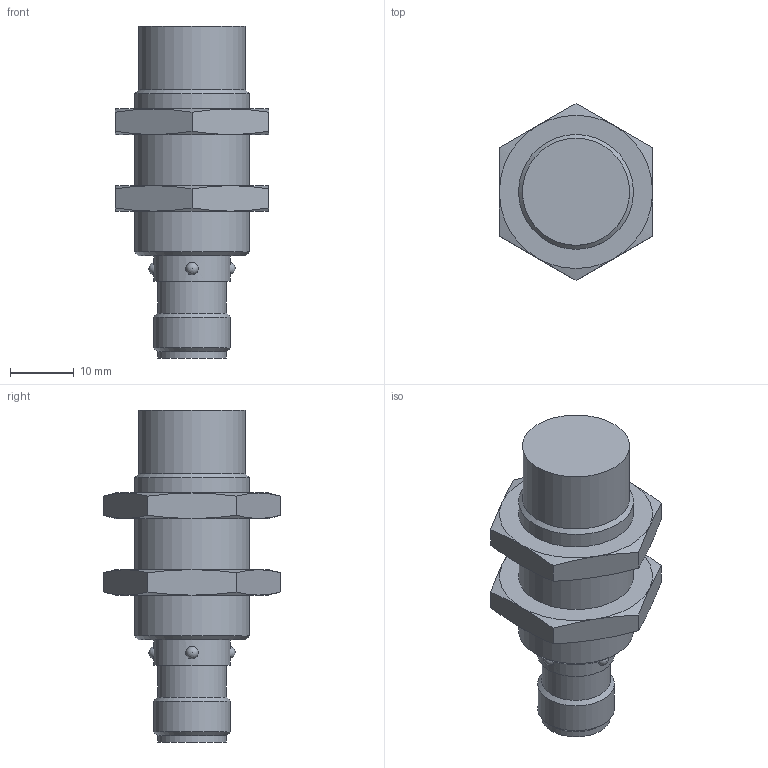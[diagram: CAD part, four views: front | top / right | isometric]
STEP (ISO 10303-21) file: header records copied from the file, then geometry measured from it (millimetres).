
FILE_DESCRIPTION(/* description */ ('STEP AP214'),/* implementation_level */ '2;1');
FILE_NAME(/* name */ '538317_SIEF-M18NB-NS-S-L',/* time_stamp */ '2024-09-15T04:34:23+02:00',/* author */ ('License CC BY-ND 4.0'),/* organization */ ('CADENAS'),/* preprocessor_version */ 'ST-DEVELOPER v19.3',/* originating_system */ 'PARTsolutions',/* authorisation */ ' ');
FILE_SCHEMA (('AUTOMOTIVE_DESIGN {1 0 10303 214 3 1 1}'));
Length unit declared in the file: millimetre
Products named in the file (3): 538317 SIEF-M18NB-NS-S-L; 538317 SIEF-M18NB-NS-S-L_1; Sensor Mutter_M18x1
Assembly tree (3 placements, depth 2):
  538317 SIEF-M18NB-NS-S-L
    538317 SIEF-M18NB-NS-S-L_1
    Sensor Mutter_M18x1  x2
Bounding box: 24 x 27.71 x 52 mm (x, y, z)
Volume: 12606.6 mm3; surface area: 5138.5 mm2
Topology: 3 solids, 3 shells, 64 faces, 136 edges, 79 vertices
Faces by surface type: cone 32, plane 20, cylinder 8, sphere 4
Full cylindrical faces by diameter (mm): 10.773 x2, 12 x2, 16.773 x1, 16.917 x2, 18 x1
Entity records: 1081 total; most frequent: CARTESIAN_POINT 265, DIRECTION 154, ORIENTED_EDGE 126, AXIS2_PLACEMENT_3D 74, EDGE_CURVE 63, EDGE_LOOP 62, FACE_BOUND 62, VERTEX_POINT 45
